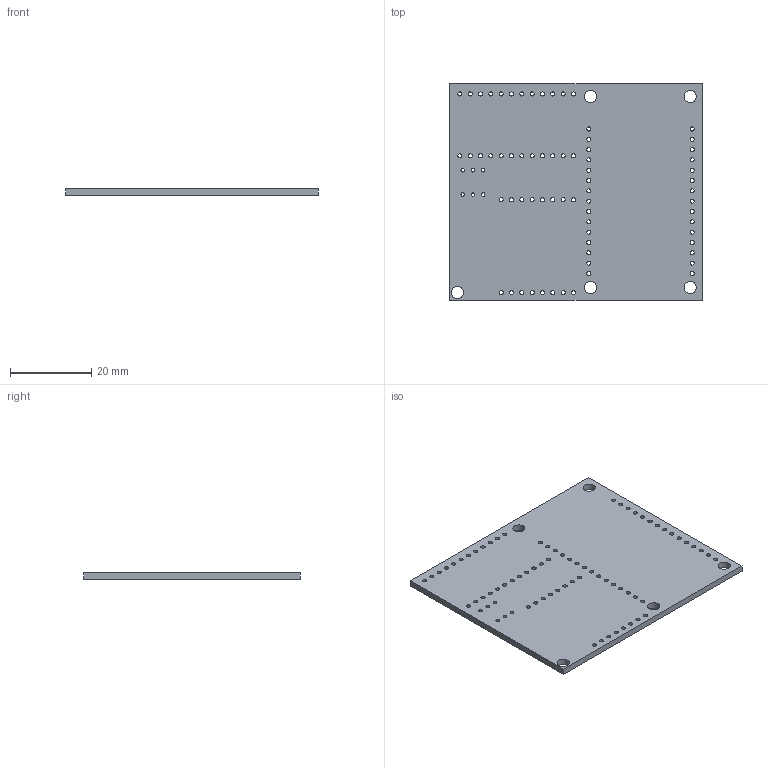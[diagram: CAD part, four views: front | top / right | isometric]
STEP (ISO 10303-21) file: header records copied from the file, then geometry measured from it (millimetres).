
FILE_DESCRIPTION(('KiCad electronic assembly'),'2;1');
FILE_NAME('Device on bag.step','2023-06-24T20:15:53',('Pcbnew'),('Kicad' ),'Open CASCADE STEP processor 7.6','KiCad to STEP converter', 'Unknown');
FILE_SCHEMA(('AUTOMOTIVE_DESIGN { 1 0 10303 214 1 1 1 1 }'));
Length unit declared in the file: millimetre
Products named in the file (2): Device on bag 1; Device on bag PCB
Assembly tree (1 placements, depth 2):
  Device on bag 1
    Device on bag PCB
Bounding box: 62.23 x 53.34 x 1.6 mm (x, y, z)
Volume: 5157.2 mm3; surface area: 7276.9 mm2
Topology: 1 solids, 1 shells, 87 faces, 255 edges, 170 vertices
Faces by surface type: cylinder 81, plane 6
Full cylindrical faces by diameter (mm): 0.9 x6, 1.016 x40, 1.02 x30, 3 x5
Entity records: 7163 total; most frequent: CARTESIAN_POINT 1996, DIRECTION 943, ORIENTED_EDGE 510, PCURVE 510, DEFINITIONAL_REPRESENTATION 510, LINE 441, VECTOR 441, EDGE_CURVE 255
